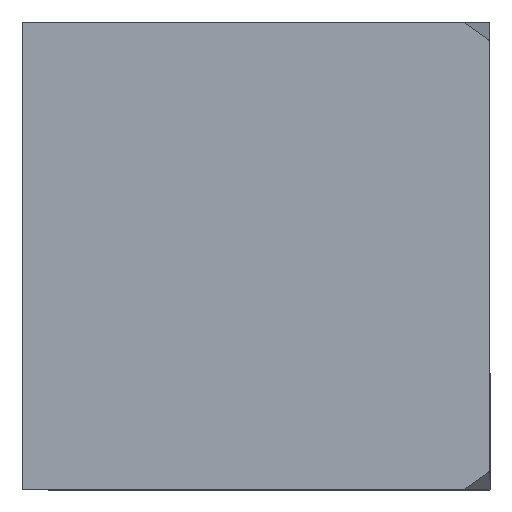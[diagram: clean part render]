
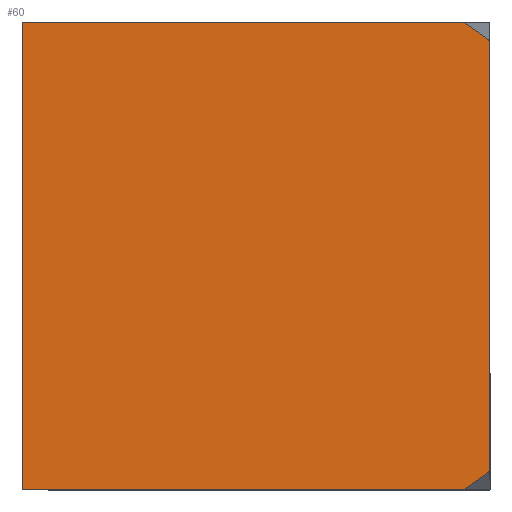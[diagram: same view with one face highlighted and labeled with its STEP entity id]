
A CAD part, left-side view. The second image highlights one B-rep face of the part: STEP entity #60.
In plain terms, the highlighted planar face has unit normal (-1, 0, 0).
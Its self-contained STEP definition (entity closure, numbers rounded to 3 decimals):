
#6 = VECTOR ( 'NONE', #261, 1000. ) ;
#8 = DIRECTION ( 'NONE',  ( 0., -1., 0. ) ) ;
#11 = CARTESIAN_POINT ( 'NONE',  ( -5.2, -6.35, 7.5 ) ) ;
#17 = EDGE_CURVE ( 'NONE', #218, #161, #75, .T. ) ;
#24 = CARTESIAN_POINT ( 'NONE',  ( -5.2, -8.301, -1.733 ) ) ;
#35 = ORIENTED_EDGE ( 'NONE', *, *, #121, .T. ) ;
#44 = AXIS2_PLACEMENT_3D ( 'NONE', #298, #56, #224 ) ;
#46 = CARTESIAN_POINT ( 'NONE',  ( -5.2, -5.85, -5.2 ) ) ;
#51 = VERTEX_POINT ( 'NONE', #301 ) ;
#54 = VECTOR ( 'NONE', #191, 1000. ) ;
#55 = FACE_OUTER_BOUND ( 'NONE', #276, .T. ) ;
#56 = DIRECTION ( 'NONE',  ( 1., 0., 0. ) ) ;
#60 = ADVANCED_FACE ( 'NONE', ( #55 ), #130, .F. ) ;
#61 = LINE ( 'NONE', #209, #214 ) ;
#62 = ORIENTED_EDGE ( 'NONE', *, *, #251, .F. ) ;
#75 = LINE ( 'NONE', #84, #92 ) ;
#84 = CARTESIAN_POINT ( 'NONE',  ( -5.2, 6.35, 7.5 ) ) ;
#92 = VECTOR ( 'NONE', #8, 1000. ) ;
#96 = DIRECTION ( 'NONE',  ( 0., -0.577, -0.816 ) ) ;
#116 = CARTESIAN_POINT ( 'NONE',  ( -5.2, -6.35, 7.5 ) ) ;
#121 = EDGE_CURVE ( 'NONE', #51, #161, #275, .T. ) ;
#130 = PLANE ( 'NONE',  #44 ) ;
#138 = EDGE_CURVE ( 'NONE', #260, #190, #61, .T. ) ;
#143 = CARTESIAN_POINT ( 'NONE',  ( -5.2, 6.35, 7.5 ) ) ;
#147 = DIRECTION ( 'NONE',  ( 0., -0.577, 0.816 ) ) ;
#157 = EDGE_CURVE ( 'NONE', #190, #245, #259, .T. ) ;
#161 = VERTEX_POINT ( 'NONE', #116 ) ;
#165 = DIRECTION ( 'NONE',  ( 0., -1., 0. ) ) ;
#167 = VECTOR ( 'NONE', #165, 1000. ) ;
#173 = CARTESIAN_POINT ( 'NONE',  ( -5.2, 6.35, -5.2 ) ) ;
#175 = EDGE_CURVE ( 'NONE', #245, #51, #236, .T. ) ;
#178 = LINE ( 'NONE', #237, #6 ) ;
#183 = ORIENTED_EDGE ( 'NONE', *, *, #157, .T. ) ;
#190 = VERTEX_POINT ( 'NONE', #286 ) ;
#191 = DIRECTION ( 'NONE',  ( 0., 0., 1. ) ) ;
#203 = ORIENTED_EDGE ( 'NONE', *, *, #17, .F. ) ;
#208 = VECTOR ( 'NONE', #147, 1000. ) ;
#209 = CARTESIAN_POINT ( 'NONE',  ( -5.2, 8.635, -1.262 ) ) ;
#213 = CARTESIAN_POINT ( 'NONE',  ( -5.2, 6.35, -4.493 ) ) ;
#214 = VECTOR ( 'NONE', #96, 1000. ) ;
#218 = VERTEX_POINT ( 'NONE', #143 ) ;
#224 = DIRECTION ( 'NONE',  ( 0., 0., -1. ) ) ;
#236 = LINE ( 'NONE', #24, #208 ) ;
#237 = CARTESIAN_POINT ( 'NONE',  ( -5.2, 6.35, 7.5 ) ) ;
#245 = VERTEX_POINT ( 'NONE', #46 ) ;
#251 = EDGE_CURVE ( 'NONE', #260, #218, #178, .T. ) ;
#259 = LINE ( 'NONE', #173, #167 ) ;
#260 = VERTEX_POINT ( 'NONE', #213 ) ;
#261 = DIRECTION ( 'NONE',  ( 0., 0., 1. ) ) ;
#275 = LINE ( 'NONE', #11, #54 ) ;
#276 = EDGE_LOOP ( 'NONE', ( #183, #277, #35, #203, #62, #307 ) ) ;
#277 = ORIENTED_EDGE ( 'NONE', *, *, #175, .T. ) ;
#286 = CARTESIAN_POINT ( 'NONE',  ( -5.2, 5.85, -5.2 ) ) ;
#298 = CARTESIAN_POINT ( 'NONE',  ( -5.2, 6.35, 7.5 ) ) ;
#301 = CARTESIAN_POINT ( 'NONE',  ( -5.2, -6.35, -4.493 ) ) ;
#307 = ORIENTED_EDGE ( 'NONE', *, *, #138, .T. ) ;
